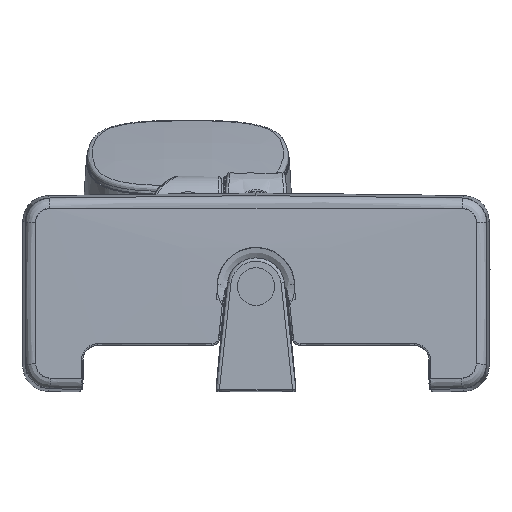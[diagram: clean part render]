
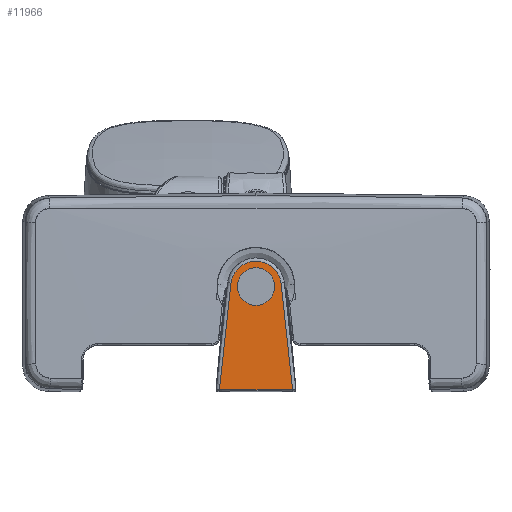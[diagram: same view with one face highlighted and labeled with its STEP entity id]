
A CAD part, front view. The second image highlights one B-rep face of the part: STEP entity #11966.
In plain terms, the highlighted planar face has unit normal (0, -1, 0.009).
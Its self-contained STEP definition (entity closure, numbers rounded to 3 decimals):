
#2 = B_SPLINE_CURVE_WITH_KNOTS ( 'NONE', 3,
 ( #38320, #42721, #47126, #20881, #51521, #25244, #55944 ),
 .UNSPECIFIED., .F., .F.,
 ( 4, 1, 1, 1, 4 ),
 ( 0.5, 0.544, 0.587, 0.631, 0.675 ),
 .UNSPECIFIED. ) ;
#202 = CARTESIAN_POINT ( 'NONE',  ( 329.776, 130.87, 849.787 ) ) ;
#1167 = CARTESIAN_POINT ( 'NONE',  ( 312.709, 130.87, 849.782 ) ) ;
#1200 = VERTEX_POINT ( 'NONE', #48679 ) ;
#3351 =( BOUNDED_CURVE ( )  B_SPLINE_CURVE ( 3, ( #19831, #46077, #24194, #54867 ),
 .UNSPECIFIED., .F., .T. ) 
 B_SPLINE_CURVE_WITH_KNOTS ( ( 4, 4 ),
 ( 1.633, 1.723 ),
 .UNSPECIFIED. ) 
 CURVE ( )  GEOMETRIC_REPRESENTATION_ITEM ( )  RATIONAL_B_SPLINE_CURVE ( ( 1., 0.999, 0.999, 1. ) ) 
 REPRESENTATION_ITEM ( '' )  );
#3764 = EDGE_CURVE ( 'NONE', #10998, #35621, #34529, .T. ) ;
#4184 = DIRECTION ( 'NONE',  ( 0., 1., -0.009 ) ) ;
#4798 = ORIENTED_EDGE ( 'NONE', *, *, #32046, .T. ) ;
#4821 = EDGE_CURVE ( 'NONE', #1200, #10998, #2, .T. ) ;
#6104 = CARTESIAN_POINT ( 'NONE',  ( 338.869, 131.47, 918.621 ) ) ;
#6329 = VERTEX_POINT ( 'NONE', #42038 ) ;
#6908 = CARTESIAN_POINT ( 'NONE',  ( 312.84, 130.87, 849.782 ) ) ;
#8836 = EDGE_LOOP ( 'NONE', ( #10556, #38203, #47764, #28249, #56677, #22207, #4798, #47348, #20556 ) ) ;
#9785 = EDGE_CURVE ( 'NONE', #6329, #48450, #44973, .T. ) ;
#10311 = CARTESIAN_POINT ( 'NONE',  ( 335.69, 130.87, 849.785 ) ) ;
#10477 = CARTESIAN_POINT ( 'NONE',  ( 317.925, 131.314, 900.644 ) ) ;
#10556 = ORIENTED_EDGE ( 'NONE', *, *, #4821, .T. ) ;
#10933 = CARTESIAN_POINT ( 'NONE',  ( 313.51, 131.018, 866.812 ) ) ;
#10998 = VERTEX_POINT ( 'NONE', #33035 ) ;
#11966 = ADVANCED_FACE ( 'NONE', ( #41220 ), #30340, .F. ) ;
#12802 = CARTESIAN_POINT ( 'NONE',  ( 317.925, 131.314, 900.644 ) ) ;
#13157 = CARTESIAN_POINT ( 'NONE',  ( 323.861, 130.87, 849.785 ) ) ;
#14679 = CARTESIAN_POINT ( 'NONE',  ( 315.338, 131.166, 883.778 ) ) ;
#19382 = CARTESIAN_POINT ( 'NONE',  ( 346.712, 130.87, 849.782 ) ) ;
#19831 = CARTESIAN_POINT ( 'NONE',  ( 347.105, 130.87, 849.781 ) ) ;
#20556 = ORIENTED_EDGE ( 'NONE', *, *, #37577, .T. ) ;
#20881 = CARTESIAN_POINT ( 'NONE',  ( 332.732, 130.87, 849.786 ) ) ;
#21276 = B_SPLINE_CURVE_WITH_KNOTS ( 'NONE', 3,
 ( #44782, #22916, #1167, #31716 ),
 .UNSPECIFIED., .F., .F.,
 ( 4, 4 ),
 ( 0., 0. ),
 .UNSPECIFIED. ) ;
#21949 = CARTESIAN_POINT ( 'NONE',  ( 326.819, 130.87, 849.786 ) ) ;
#22207 = ORIENTED_EDGE ( 'NONE', *, *, #25439, .T. ) ;
#22916 = CARTESIAN_POINT ( 'NONE',  ( 312.578, 130.87, 849.781 ) ) ;
#23749 = CARTESIAN_POINT ( 'NONE',  ( 346.974, 130.87, 849.781 ) ) ;
#24194 = CARTESIAN_POINT ( 'NONE',  ( 344.214, 131.166, 883.778 ) ) ;
#24229 = VECTOR ( 'NONE', #40955, 1000. ) ;
#25019 = CARTESIAN_POINT ( 'NONE',  ( 323.861, 130.87, 849.785 ) ) ;
#25030 = VERTEX_POINT ( 'NONE', #42096 ) ;
#25244 = CARTESIAN_POINT ( 'NONE',  ( 335.197, 130.87, 849.785 ) ) ;
#25439 = EDGE_CURVE ( 'NONE', #48450, #54292, #29429, .T. ) ;
#25563 = CARTESIAN_POINT ( 'NONE',  ( 324.355, 130.87, 849.785 ) ) ;
#26268 = CARTESIAN_POINT ( 'NONE',  ( 317.925, 131.314, 900.644 ) ) ;
#26323 = CARTESIAN_POINT ( 'NONE',  ( 329.283, 130.87, 849.787 ) ) ;
#27060 = VECTOR ( 'NONE', #46873, 1000. ) ;
#27249 = VERTEX_POINT ( 'NONE', #25019 ) ;
#28249 = ORIENTED_EDGE ( 'NONE', *, *, #43711, .T. ) ;
#29098 = B_SPLINE_CURVE_WITH_KNOTS ( 'NONE', 3,
 ( #19382, #45624, #23749, #54416 ),
 .UNSPECIFIED., .F., .F.,
 ( 4, 4 ),
 ( 0., 0. ),
 .UNSPECIFIED. ) ;
#29429 =( BOUNDED_CURVE ( )  B_SPLINE_CURVE ( 3, ( #26268, #14679, #10933, #41565 ),
 .UNSPECIFIED., .F., .T. ) 
 B_SPLINE_CURVE_WITH_KNOTS ( ( 4, 4 ),
 ( 4.56, 4.65 ),
 .UNSPECIFIED. ) 
 CURVE ( )  GEOMETRIC_REPRESENTATION_ITEM ( )  RATIONAL_B_SPLINE_CURVE ( ( 1., 0.999, 0.999, 1. ) ) 
 REPRESENTATION_ITEM ( '' )  );
#30340 = PLANE ( 'NONE',  #52990 ) ;
#31716 = CARTESIAN_POINT ( 'NONE',  ( 312.84, 130.87, 849.782 ) ) ;
#32046 = EDGE_CURVE ( 'NONE', #54292, #50597, #21276, .T. ) ;
#32270 = CARTESIAN_POINT ( 'NONE',  ( 341.626, 131.314, 900.644 ) ) ;
#32744 = CARTESIAN_POINT ( 'NONE',  ( 312.447, 130.87, 849.781 ) ) ;
#33035 = CARTESIAN_POINT ( 'NONE',  ( 335.69, 130.87, 849.785 ) ) ;
#34529 = LINE ( 'NONE', #10311, #24229 ) ;
#34769 = DIRECTION ( 'NONE',  ( 0., 0.009, 1. ) ) ;
#35621 = VERTEX_POINT ( 'NONE', #41218 ) ;
#36678 = CARTESIAN_POINT ( 'NONE',  ( 320.682, 131.47, 918.621 ) ) ;
#37577 = EDGE_CURVE ( 'NONE', #27249, #1200, #48073, .T. ) ;
#38203 = ORIENTED_EDGE ( 'NONE', *, *, #3764, .T. ) ;
#38320 = CARTESIAN_POINT ( 'NONE',  ( 329.776, 130.87, 849.787 ) ) ;
#38746 = LINE ( 'NONE', #6908, #27060 ) ;
#40955 = DIRECTION ( 'NONE',  ( 1., 0., 0. ) ) ;
#41218 = CARTESIAN_POINT ( 'NONE',  ( 346.712, 130.87, 849.782 ) ) ;
#41220 = FACE_OUTER_BOUND ( 'NONE', #8836, .T. ) ;
#41565 = CARTESIAN_POINT ( 'NONE',  ( 312.447, 130.87, 849.781 ) ) ;
#42038 = CARTESIAN_POINT ( 'NONE',  ( 341.626, 131.314, 900.644 ) ) ;
#42096 = CARTESIAN_POINT ( 'NONE',  ( 347.105, 130.87, 849.781 ) ) ;
#42721 = CARTESIAN_POINT ( 'NONE',  ( 330.269, 130.87, 849.787 ) ) ;
#43711 = EDGE_CURVE ( 'NONE', #25030, #6329, #3351, .T. ) ;
#44782 = CARTESIAN_POINT ( 'NONE',  ( 312.447, 130.87, 849.781 ) ) ;
#44973 =( BOUNDED_CURVE ( )  B_SPLINE_CURVE ( 3, ( #32270, #6104, #36678, #10477 ),
 .UNSPECIFIED., .F., .T. ) 
 B_SPLINE_CURVE_WITH_KNOTS ( ( 4, 4 ),
 ( 1.723, 4.56 ),
 .UNSPECIFIED. ) 
 CURVE ( )  GEOMETRIC_REPRESENTATION_ITEM ( )  RATIONAL_B_SPLINE_CURVE ( ( 1., 0.434, 0.434, 1. ) ) 
 REPRESENTATION_ITEM ( '' )  );
#45624 = CARTESIAN_POINT ( 'NONE',  ( 346.843, 130.87, 849.782 ) ) ;
#46077 = CARTESIAN_POINT ( 'NONE',  ( 346.041, 131.018, 866.812 ) ) ;
#46873 = DIRECTION ( 'NONE',  ( 1., 0., 0. ) ) ;
#47047 = CARTESIAN_POINT ( 'NONE',  ( 329.776, 130.861, 848.813 ) ) ;
#47126 = CARTESIAN_POINT ( 'NONE',  ( 331.254, 130.87, 849.786 ) ) ;
#47348 = ORIENTED_EDGE ( 'NONE', *, *, #55729, .T. ) ;
#47764 = ORIENTED_EDGE ( 'NONE', *, *, #55011, .T. ) ;
#48073 = B_SPLINE_CURVE_WITH_KNOTS ( 'NONE', 3,
 ( #13157, #25563, #48185, #21949, #52618, #26323, #202 ),
 .UNSPECIFIED., .F., .F.,
 ( 4, 1, 1, 1, 4 ),
 ( 0.325, 0.369, 0.413, 0.456, 0.5 ),
 .UNSPECIFIED. ) ;
#48185 = CARTESIAN_POINT ( 'NONE',  ( 325.341, 130.87, 849.785 ) ) ;
#48450 = VERTEX_POINT ( 'NONE', #12802 ) ;
#48679 = CARTESIAN_POINT ( 'NONE',  ( 329.776, 130.87, 849.787 ) ) ;
#50597 = VERTEX_POINT ( 'NONE', #53649 ) ;
#51521 = CARTESIAN_POINT ( 'NONE',  ( 334.211, 130.87, 849.785 ) ) ;
#52618 = CARTESIAN_POINT ( 'NONE',  ( 328.298, 130.87, 849.786 ) ) ;
#52990 = AXIS2_PLACEMENT_3D ( 'NONE', #47047, #4184, #34769 ) ;
#53649 = CARTESIAN_POINT ( 'NONE',  ( 312.84, 130.87, 849.782 ) ) ;
#54292 = VERTEX_POINT ( 'NONE', #32744 ) ;
#54416 = CARTESIAN_POINT ( 'NONE',  ( 347.105, 130.87, 849.781 ) ) ;
#54867 = CARTESIAN_POINT ( 'NONE',  ( 341.626, 131.314, 900.644 ) ) ;
#55011 = EDGE_CURVE ( 'NONE', #35621, #25030, #29098, .T. ) ;
#55729 = EDGE_CURVE ( 'NONE', #50597, #27249, #38746, .T. ) ;
#55944 = CARTESIAN_POINT ( 'NONE',  ( 335.69, 130.87, 849.785 ) ) ;
#56677 = ORIENTED_EDGE ( 'NONE', *, *, #9785, .T. ) ;
